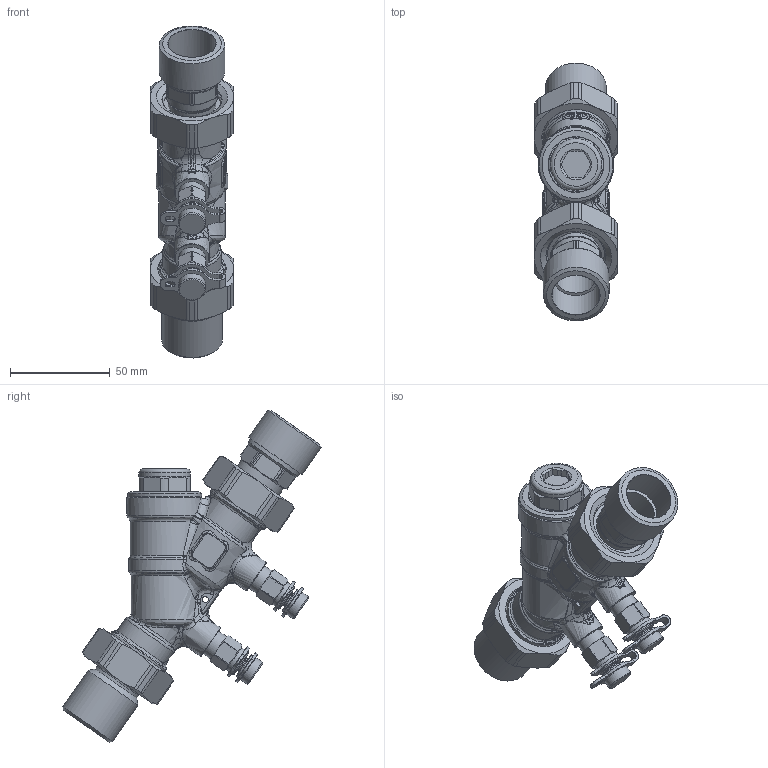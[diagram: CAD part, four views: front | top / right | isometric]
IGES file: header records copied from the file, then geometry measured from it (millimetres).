
Global section: file name: 128461AFC_Simplify_1; native system: Autodesk Inventor 2025; preprocessor: unknown; author: ischreiner; date: 20250804.153704; units: inch
Bounding box: 41.91 x 129.34 x 166.23 mm (x, y, z)
Volume: 187099.8 mm3; surface area: 49644.4 mm2
Topology: 7 solids, 7 shells, 1275 faces, 3145 edges, 1889 vertices
Faces by surface type: bspline 1275
